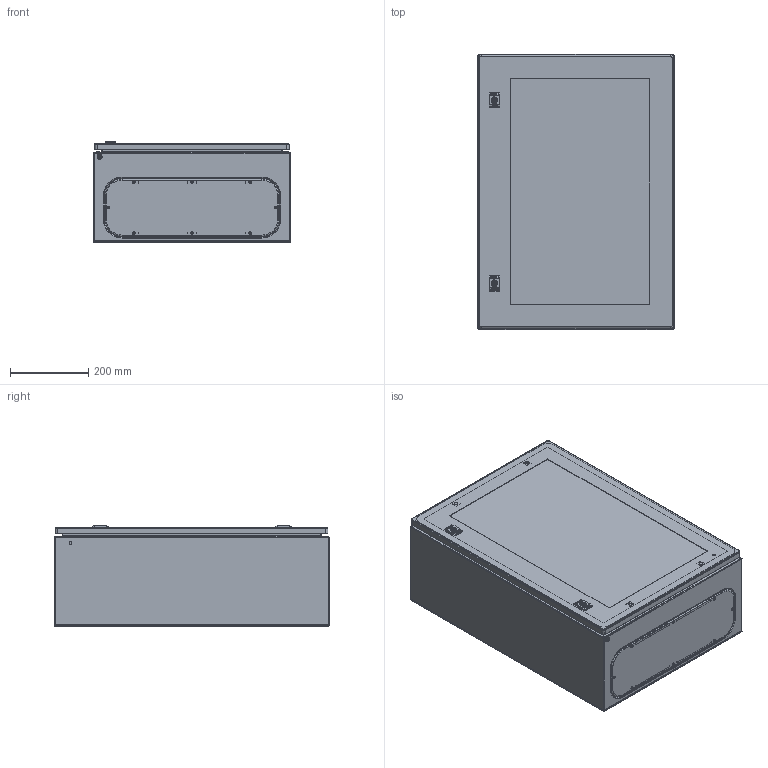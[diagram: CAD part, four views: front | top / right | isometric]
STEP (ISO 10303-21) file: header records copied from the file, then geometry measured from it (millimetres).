
FILE_DESCRIPTION(('STEP AP242'),'1');
FILE_NAME('nsycrn75250t.stp','2020-07-13T13:37:44',('TraceParts'),('TraceParts S.A.'),'Spatial InterOp 3D',' ',' ');
FILE_SCHEMA(('AP242_MANAGED_MODEL_BASED_3D_ENGINEERING_MIM_LF {1 0 10303 442 1 1 4}'));
Length unit declared in the file: millimetre
Products named in the file (1): NSYCRN75250T_ASM|BODY_CRN75_250#BODY_CRN75_250;BODY_CRN75_250
Bounding box: 500 x 701.2 x 257.61 mm (x, y, z)
Volume: 2667767.2 mm3; surface area: 2935584.8 mm2
Topology: 7 solids, 23 shells, 3921 faces, 10418 edges, 6559 vertices
Faces by surface type: plane 1551, cylinder 1142, cone 394, extrusion 292, torus 280, bspline 180, sphere 78, revolution 4
Entity records: 137272 total; most frequent: CARTESIAN_POINT 41409, ORIENTED_EDGE 20652, DIRECTION 19112, EDGE_CURVE 10326, AXIS2_PLACEMENT_3D 6753, VERTEX_POINT 6559, VECTOR 5602, LINE 5310
